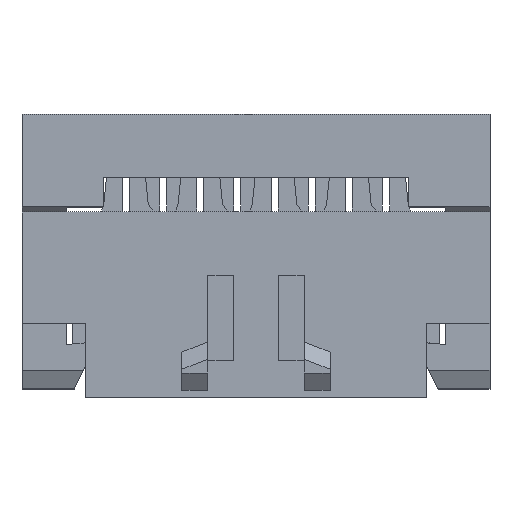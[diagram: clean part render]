
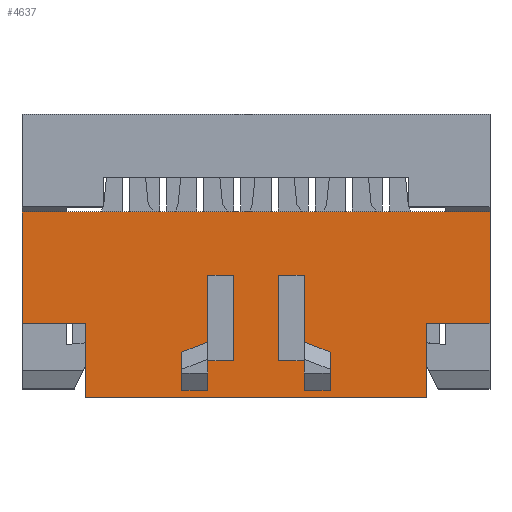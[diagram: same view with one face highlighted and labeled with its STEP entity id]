
A CAD part, top view. The second image highlights one B-rep face of the part: STEP entity #4637.
In plain terms, the highlighted planar face has unit normal (0, 0, 1).
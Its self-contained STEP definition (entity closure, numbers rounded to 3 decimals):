
#821=DIRECTION('',(1.,0.,0.));
#822=VECTOR('',#821,12.6);
#823=CARTESIAN_POINT('',(-1.067,7.966,-3.912));
#824=LINE('3928',#823,#822);
#825=DIRECTION('',(0.,1.,0.));
#826=VECTOR('',#825,3.);
#827=CARTESIAN_POINT('',(11.533,4.966,-3.912));
#828=LINE('3862',#827,#826);
#829=DIRECTION('',(-1.,0.,0.));
#830=VECTOR('',#829,1.7);
#831=CARTESIAN_POINT('',(11.533,4.966,-3.912));
#832=LINE('3858',#831,#830);
#833=DIRECTION('',(0.,1.,0.));
#834=VECTOR('',#833,2.);
#835=CARTESIAN_POINT('',(9.833,2.966,-3.912));
#836=LINE('3857',#835,#834);
#837=DIRECTION('',(1.,0.,0.));
#838=VECTOR('',#837,9.2);
#839=CARTESIAN_POINT('',(0.633,2.966,-3.912));
#840=LINE('3864',#839,#838);
#841=DIRECTION('',(0.,1.,0.));
#842=VECTOR('',#841,2.);
#843=CARTESIAN_POINT('',(0.633,2.966,-3.912));
#844=LINE('3836',#843,#842);
#845=DIRECTION('',(1.,0.,0.));
#846=VECTOR('',#845,1.7);
#847=CARTESIAN_POINT('',(-1.067,4.966,-3.912));
#848=LINE('3837',#847,#846);
#849=DIRECTION('',(0.,-1.,0.));
#850=VECTOR('',#849,3.);
#851=CARTESIAN_POINT('',(-1.067,7.966,-3.912));
#852=LINE('3841',#851,#850);
#853=DIRECTION('',(0.,1.,0.));
#854=VECTOR('',#853,0.8);
#855=CARTESIAN_POINT('',(6.533,3.166,-3.912));
#856=LINE('3931',#855,#854);
#857=DIRECTION('',(1.,0.,0.));
#858=VECTOR('',#857,0.7);
#859=CARTESIAN_POINT('',(6.533,3.166,-3.912));
#860=LINE('3934',#859,#858);
#861=DIRECTION('',(0.,1.,0.));
#862=VECTOR('',#861,1.029);
#863=CARTESIAN_POINT('',(7.233,3.166,-3.912));
#864=LINE('3932',#863,#862);
#865=DIRECTION('',(0.933,-0.361,0.));
#866=VECTOR('',#865,0.751);
#867=CARTESIAN_POINT('',(6.533,4.466,-3.912));
#868=LINE('3933',#867,#866);
#869=DIRECTION('',(0.,-1.,0.));
#870=VECTOR('',#869,1.8);
#871=CARTESIAN_POINT('',(6.533,6.266,-3.912));
#872=LINE('3942',#871,#870);
#873=DIRECTION('',(1.,0.,0.));
#874=VECTOR('',#873,0.7);
#875=CARTESIAN_POINT('',(5.833,6.266,-3.912));
#876=LINE('3922',#875,#874);
#877=DIRECTION('',(0.,1.,0.));
#878=VECTOR('',#877,2.3);
#879=CARTESIAN_POINT('',(5.833,3.966,-3.912));
#880=LINE('3921',#879,#878);
#881=DIRECTION('',(1.,0.,0.));
#882=VECTOR('',#881,0.7);
#883=CARTESIAN_POINT('',(5.833,3.966,-3.912));
#884=LINE('3943',#883,#882);
#885=DIRECTION('',(0.,1.,0.));
#886=VECTOR('',#885,0.8);
#887=CARTESIAN_POINT('',(3.933,3.166,-3.912));
#888=LINE('3948',#887,#886);
#889=DIRECTION('',(1.,0.,0.));
#890=VECTOR('',#889,0.7);
#891=CARTESIAN_POINT('',(3.933,3.966,-3.912));
#892=LINE('3957',#891,#890);
#893=DIRECTION('',(0.,-1.,0.));
#894=VECTOR('',#893,2.3);
#895=CARTESIAN_POINT('',(4.633,6.266,-3.912));
#896=LINE('3920',#895,#894);
#897=DIRECTION('',(1.,0.,0.));
#898=VECTOR('',#897,0.7);
#899=CARTESIAN_POINT('',(3.933,6.266,-3.912));
#900=LINE('3919',#899,#898);
#901=DIRECTION('',(0.,-1.,0.));
#902=VECTOR('',#901,1.8);
#903=CARTESIAN_POINT('',(3.933,6.266,-3.912));
#904=LINE('3956',#903,#902);
#905=DIRECTION('',(-0.933,-0.361,0.));
#906=VECTOR('',#905,0.751);
#907=CARTESIAN_POINT('',(3.933,4.466,-3.912));
#908=LINE('3950',#907,#906);
#909=DIRECTION('',(0.,1.,0.));
#910=VECTOR('',#909,1.029);
#911=CARTESIAN_POINT('',(3.233,3.166,-3.912));
#912=LINE('3949',#911,#910);
#913=DIRECTION('',(-1.,0.,0.));
#914=VECTOR('',#913,0.7);
#915=CARTESIAN_POINT('',(3.933,3.166,-3.912));
#916=LINE('3951',#915,#914);
#2811=CARTESIAN_POINT('',(0.633,2.966,
-3.912));
#2812=CARTESIAN_POINT('',(0.633,4.966,
-3.912));
#2813=VERTEX_POINT('',#2811);
#2814=VERTEX_POINT('',#2812);
#2815=CARTESIAN_POINT('',(-1.067,4.966,
-3.912));
#2816=VERTEX_POINT('',#2815);
#2821=CARTESIAN_POINT('',(-1.067,7.966,
-3.912));
#2822=VERTEX_POINT('',#2821);
#2853=CARTESIAN_POINT('',(9.833,2.966,-3.912));
#2854=CARTESIAN_POINT('',(9.833,4.966,-3.912));
#2855=VERTEX_POINT('',#2853);
#2856=VERTEX_POINT('',#2854);
#2857=CARTESIAN_POINT('',(11.533,4.966,-3.912));
#2858=VERTEX_POINT('',#2857);
#2863=CARTESIAN_POINT('',(11.533,7.966,-3.912));
#2864=VERTEX_POINT('',#2863);
#2941=CARTESIAN_POINT('',(3.933,6.266,-3.912));
#2942=VERTEX_POINT('',#2941);
#2943=CARTESIAN_POINT('',(4.633,3.966,-3.912));
#2944=VERTEX_POINT('',#2943);
#2945=CARTESIAN_POINT('',(5.833,3.966,-3.912));
#2947=VERTEX_POINT('',#2945);
#2949=CARTESIAN_POINT('',(6.533,6.266,-3.912));
#2950=VERTEX_POINT('',#2949);
#2955=CARTESIAN_POINT('',(4.633,6.266,-3.912));
#2956=VERTEX_POINT('',#2955);
#2957=CARTESIAN_POINT('',(5.833,6.266,-3.912));
#2958=VERTEX_POINT('',#2957);
#2965=CARTESIAN_POINT('',(6.533,3.166,-3.912));
#2966=CARTESIAN_POINT('',(6.533,3.966,-3.912));
#2967=VERTEX_POINT('',#2965);
#2968=VERTEX_POINT('',#2966);
#2969=CARTESIAN_POINT('',(7.233,3.166,-3.912));
#2970=CARTESIAN_POINT('',(7.233,4.195,-3.912));
#2971=VERTEX_POINT('',#2969);
#2972=VERTEX_POINT('',#2970);
#2973=CARTESIAN_POINT('',(6.533,4.466,-3.912));
#2974=VERTEX_POINT('',#2973);
#2985=CARTESIAN_POINT('',(3.933,3.166,-3.912));
#2986=CARTESIAN_POINT('',(3.933,3.966,-3.912));
#2987=VERTEX_POINT('',#2985);
#2988=VERTEX_POINT('',#2986);
#2989=CARTESIAN_POINT('',(3.233,3.166,-3.912));
#2990=CARTESIAN_POINT('',(3.233,4.195,-3.912));
#2991=VERTEX_POINT('',#2989);
#2992=VERTEX_POINT('',#2990);
#2993=CARTESIAN_POINT('',(3.933,4.466,-3.912));
#2994=VERTEX_POINT('',#2993);
#4583=CARTESIAN_POINT('',(-1.067,2.966,
-3.912));
#4584=DIRECTION('',(0.,0.,1.));
#4585=DIRECTION('',(1.,0.,0.));
#4586=AXIS2_PLACEMENT_3D('',#4583,#4584,#4585);
#4587=PLANE('3576',#4586);
#4588=ORIENTED_EDGE('3928',*,*,#4191,.T.);
#4590=ORIENTED_EDGE('3862',*,*,#4589,.F.);
#4591=ORIENTED_EDGE('3858',*,*,#4575,.T.);
#4592=ORIENTED_EDGE('3857',*,*,#3746,.F.);
#4593=ORIENTED_EDGE('3864',*,*,#3854,.F.);
#4594=ORIENTED_EDGE('3836',*,*,#3983,.T.);
#4596=ORIENTED_EDGE('3837',*,*,#4595,.F.);
#4598=ORIENTED_EDGE('3841',*,*,#4597,.F.);
#4599=EDGE_LOOP('3576',(#4588,#4590,#4591,#4592,#4593,#4594,#4596,#4598));
#4600=FACE_OUTER_BOUND('3576',#4599,.F.);
#4602=ORIENTED_EDGE('3931',*,*,#4601,.F.);
#4604=ORIENTED_EDGE('3934',*,*,#4603,.T.);
#4606=ORIENTED_EDGE('3932',*,*,#4605,.T.);
#4608=ORIENTED_EDGE('3933',*,*,#4607,.F.);
#4610=ORIENTED_EDGE('3942',*,*,#4609,.F.);
#4612=ORIENTED_EDGE('3922',*,*,#4611,.F.);
#4614=ORIENTED_EDGE('3921',*,*,#4613,.F.);
#4616=ORIENTED_EDGE('3943',*,*,#4615,.T.);
#4617=EDGE_LOOP('3576',(#4602,#4604,#4606,#4608,#4610,#4612,#4614,#4616));
#4618=FACE_BOUND('3576',#4617,.F.);
#4620=ORIENTED_EDGE('3948',*,*,#4619,.T.);
#4622=ORIENTED_EDGE('3957',*,*,#4621,.T.);
#4624=ORIENTED_EDGE('3920',*,*,#4623,.F.);
#4626=ORIENTED_EDGE('3919',*,*,#4625,.F.);
#4628=ORIENTED_EDGE('3956',*,*,#4627,.T.);
#4630=ORIENTED_EDGE('3950',*,*,#4629,.T.);
#4632=ORIENTED_EDGE('3949',*,*,#4631,.F.);
#4634=ORIENTED_EDGE('3951',*,*,#4633,.F.);
#4635=EDGE_LOOP('3576',(#4620,#4622,#4624,#4626,#4628,#4630,#4632,#4634));
#4636=FACE_BOUND('3576',#4635,.F.);
#4637=ADVANCED_FACE('3576',(#4600,#4618,#4636),#4587,.T.);
#3746=EDGE_CURVE('3857',#2855,#2856,#836,.T.);
#3854=EDGE_CURVE('3864',#2813,#2855,#840,.T.);
#3983=EDGE_CURVE('3836',#2813,#2814,#844,.T.);
#4191=EDGE_CURVE('3928',#2822,#2864,#824,.T.);
#4575=EDGE_CURVE('3858',#2858,#2856,#832,.T.);
#4589=EDGE_CURVE('3862',#2858,#2864,#828,.T.);
#4595=EDGE_CURVE('3837',#2816,#2814,#848,.T.);
#4597=EDGE_CURVE('3841',#2822,#2816,#852,.T.);
#4601=EDGE_CURVE('3931',#2967,#2968,#856,.T.);
#4603=EDGE_CURVE('3934',#2967,#2971,#860,.T.);
#4605=EDGE_CURVE('3932',#2971,#2972,#864,.T.);
#4607=EDGE_CURVE('3933',#2974,#2972,#868,.T.);
#4609=EDGE_CURVE('3942',#2950,#2974,#872,.T.);
#4611=EDGE_CURVE('3922',#2958,#2950,#876,.T.);
#4613=EDGE_CURVE('3921',#2947,#2958,#880,.T.);
#4615=EDGE_CURVE('3943',#2947,#2968,#884,.T.);
#4619=EDGE_CURVE('3948',#2987,#2988,#888,.T.);
#4621=EDGE_CURVE('3957',#2988,#2944,#892,.T.);
#4623=EDGE_CURVE('3920',#2956,#2944,#896,.T.);
#4625=EDGE_CURVE('3919',#2942,#2956,#900,.T.);
#4627=EDGE_CURVE('3956',#2942,#2994,#904,.T.);
#4629=EDGE_CURVE('3950',#2994,#2992,#908,.T.);
#4631=EDGE_CURVE('3949',#2991,#2992,#912,.T.);
#4633=EDGE_CURVE('3951',#2987,#2991,#916,.T.);
